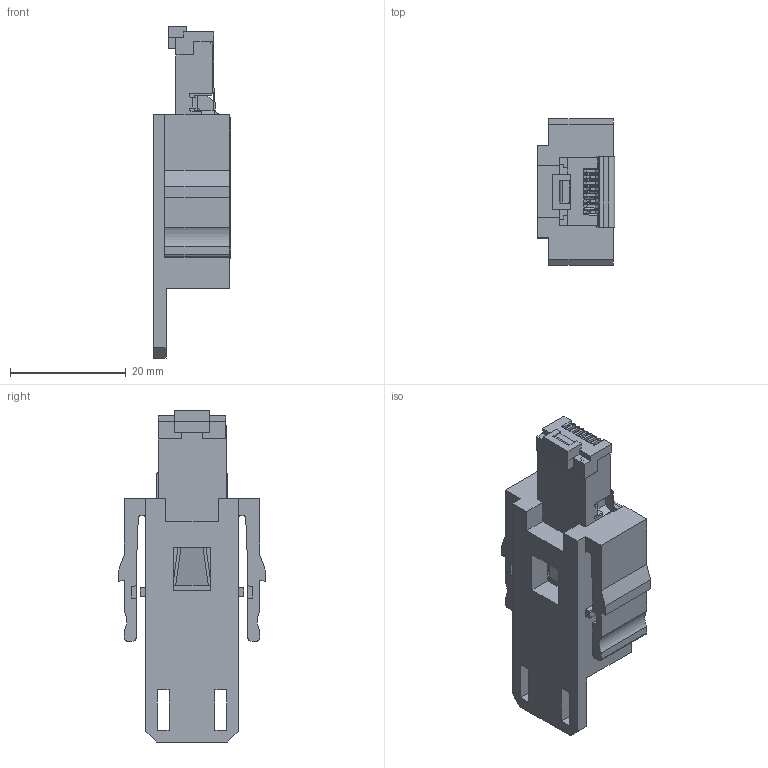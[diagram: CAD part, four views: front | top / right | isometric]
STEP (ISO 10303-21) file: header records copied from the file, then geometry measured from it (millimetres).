
FILE_DESCRIPTION(/* description */ (''),/* implementation_level */ '2;1');
FILE_NAME(/* name */ '100226902ugm000_d.stp',/* time_stamp */ '2019-05-13T07:34:46+02:00',/* author */ (''),/* organization */ (''),/* preprocessor_version */ 'ST-DEVELOPER v16.7',/* originating_system */ 'SIEMENS PLM Software NX 12.0',/* authorisation */ '');
FILE_SCHEMA (('AUTOMOTIVE_DESIGN { 1 0 10303 214 3 1 1 1 }'));
Length unit declared in the file: millimetre
Products named in the file (1): 100226902ugm000_d
Bounding box: 13.35 x 25.3 x 57.25 mm (x, y, z)
Volume: 7398.2 mm3; surface area: 6012.6 mm2
Topology: 1 solids, 1 shells, 795 faces, 2253 edges, 1484 vertices
Faces by surface type: plane 587, cylinder 149, revolution 43, bspline 14, extrusion 2
Full cylindrical faces by diameter (mm): 0.455 x1, 0.538 x1, 1.874 x1, 1.883 x1, 1.892 x1, 1.897 x1
Entity records: 32013 total; most frequent: CARTESIAN_POINT 6599, ORIENTED_EDGE 4486, DIRECTION 3974, EDGE_CURVE 2243, VECTOR 1811, LINE 1809, VERTEX_POINT 1479, AXIS2_PLACEMENT_3D 1060
